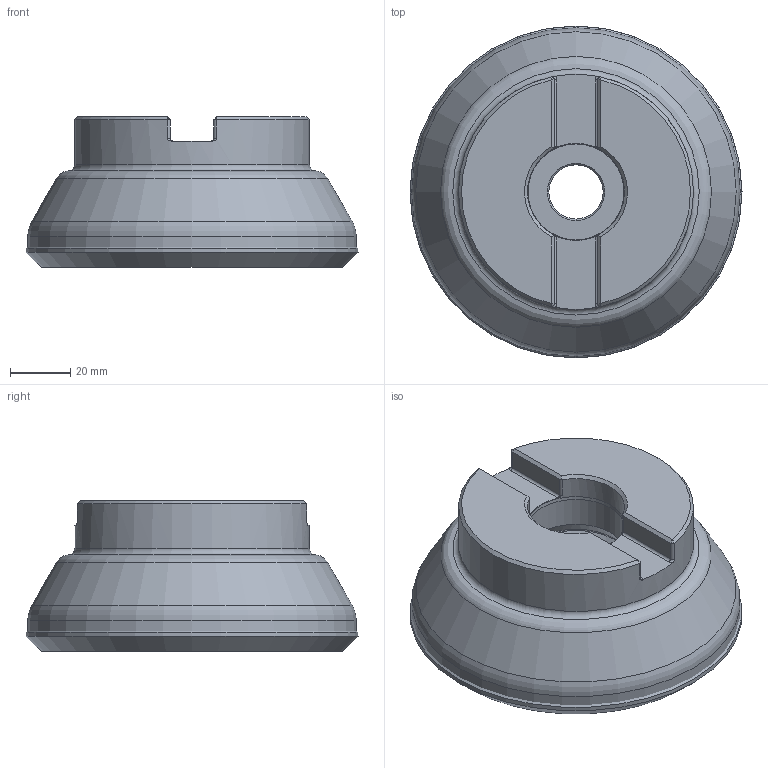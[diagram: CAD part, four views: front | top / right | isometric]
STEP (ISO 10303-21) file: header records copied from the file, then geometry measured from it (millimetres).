
FILE_DESCRIPTION(/* description */ (''),/* implementation_level */ '2;1');
FILE_NAME(/* name */ '100A08R_S45SE09F_C_115008870ndi000_00_SIM.stp',/* time_stamp */ '2020-01-06T09:23:24+01:00',/* author */ (''),/* organization */ (''),/* preprocessor_version */ 'ST-DEVELOPER v16.7',/* originating_system */ 'SIEMENS PLM Software NX 12.0',/* authorisation */ '');
FILE_SCHEMA (('AUTOMOTIVE_DESIGN { 1 0 10303 214 3 1 1 1 }'));
Length unit declared in the file: millimetre
Products named in the file (1): wq703A18FDBCoe41
Bounding box: 110.2 x 110.2 x 50 mm (x, y, z)
Volume: 278126.7 mm3; surface area: 44642.9 mm2
Topology: 2 solids, 2 shells, 80 faces, 190 edges, 112 vertices
Faces by surface type: cylinder 24, plane 18, cone 16, torus 16, revolution 6
Full cylindrical faces by diameter (mm): 18 x1, 32.008 x1, 32.2 x1, 45.1 x1, 78 x1, 109 x1
Entity records: 2329 total; most frequent: CARTESIAN_POINT 625, DIRECTION 354, ORIENTED_EDGE 302, AXIS2_PLACEMENT_3D 154, EDGE_CURVE 151, EDGE_LOOP 114, VERTEX_POINT 105, ADVANCED_FACE 80
